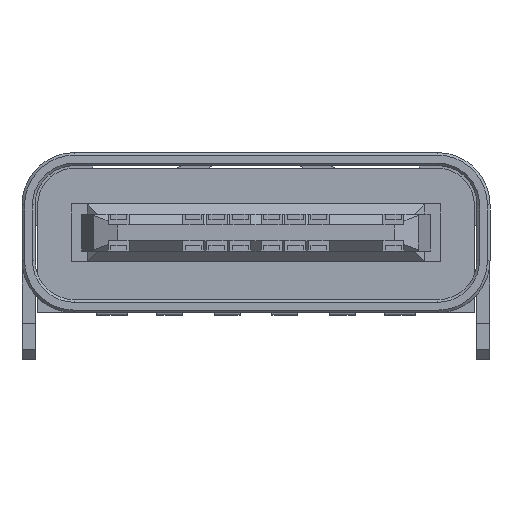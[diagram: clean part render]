
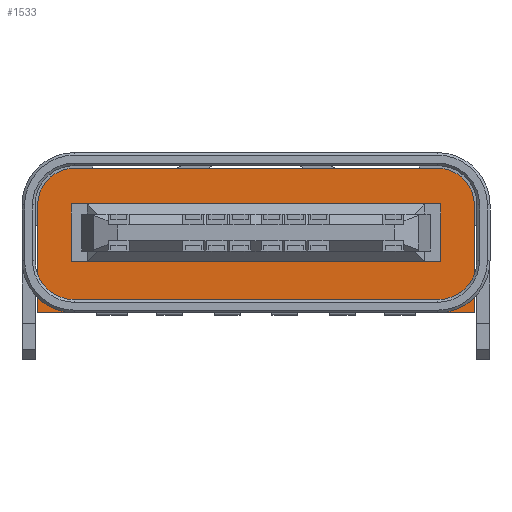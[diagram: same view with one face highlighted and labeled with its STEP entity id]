
A CAD part, front view. The second image highlights one B-rep face of the part: STEP entity #1533.
In plain terms, the highlighted planar face has unit normal (0, -1, 0).
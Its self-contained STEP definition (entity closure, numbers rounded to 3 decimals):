
#44 = DIRECTION ( 'NONE',  ( 0., -1., 0. ) ) ;
#641 = ORIENTED_EDGE ( 'NONE', *, *, #26700, .F. ) ;
#859 = ORIENTED_EDGE ( 'NONE', *, *, #12671, .F. ) ;
#1494 = VERTEX_POINT ( 'NONE', #16048 ) ;
#1533 = ADVANCED_FACE ( 'NONE', ( #13892, #18349 ), #14049, .T. ) ;
#1616 = VERTEX_POINT ( 'NONE', #5803 ) ;
#1683 = LINE ( 'NONE', #8278, #12709 ) ;
#2514 = ORIENTED_EDGE ( 'NONE', *, *, #5945, .F. ) ;
#2873 = VERTEX_POINT ( 'NONE', #13629 ) ;
#2912 = DIRECTION ( 'NONE',  ( 0., 0., -1. ) ) ;
#3508 = VECTOR ( 'NONE', #26640, 1000. ) ;
#3821 = LINE ( 'NONE', #16646, #11777 ) ;
#4181 = EDGE_CURVE ( 'NONE', #19079, #16870, #16460, .T. ) ;
#4215 = EDGE_CURVE ( 'NONE', #26012, #1616, #23180, .T. ) ;
#4222 = CARTESIAN_POINT ( 'NONE',  ( 5.676, 1.088, 2.06 ) ) ;
#4742 = EDGE_CURVE ( 'NONE', #16793, #19728, #8032, .T. ) ;
#5353 = AXIS2_PLACEMENT_3D ( 'NONE', #7811, #7533, #16184 ) ;
#5803 = CARTESIAN_POINT ( 'NONE',  ( 4.976, 1.088, 2.76 ) ) ;
#5863 = CARTESIAN_POINT ( 'NONE',  ( -2.019, 1.087, 0.98 ) ) ;
#5945 = EDGE_CURVE ( 'NONE', #19147, #25169, #16622, .T. ) ;
#5984 = EDGE_LOOP ( 'NONE', ( #19091, #10598, #14214, #2514 ) ) ;
#7533 = DIRECTION ( 'NONE',  ( 0., -1., 0. ) ) ;
#7811 = CARTESIAN_POINT ( 'NONE',  ( -2.714, 1.087, 12.422 ) ) ;
#8032 = CIRCLE ( 'NONE', #12073, 0.7 ) ;
#8278 = CARTESIAN_POINT ( 'NONE',  ( -2.664, 1.087, 0. ) ) ;
#8655 = CARTESIAN_POINT ( 'NONE',  ( -1.964, 1.087, 2.06 ) ) ;
#9018 = LINE ( 'NONE', #22538, #3508 ) ;
#9631 = CARTESIAN_POINT ( 'NONE',  ( 5.031, 1.088, 2.08 ) ) ;
#10392 = CARTESIAN_POINT ( 'NONE',  ( -2.019, 1.087, 2.08 ) ) ;
#10598 = ORIENTED_EDGE ( 'NONE', *, *, #4181, .T. ) ;
#10751 = VECTOR ( 'NONE', #14249, 1000. ) ;
#10758 = EDGE_LOOP ( 'NONE', ( #17252, #11810, #18950, #859, #641, #27314 ) ) ;
#10768 = CARTESIAN_POINT ( 'NONE',  ( -2.019, 1.087, 0.98 ) ) ;
#10960 = EDGE_CURVE ( 'NONE', #19079, #19147, #14138, .T. ) ;
#11692 = VECTOR ( 'NONE', #16845, 1000. ) ;
#11777 = VECTOR ( 'NONE', #25604, 1000. ) ;
#11810 = ORIENTED_EDGE ( 'NONE', *, *, #25559, .F. ) ;
#12073 = AXIS2_PLACEMENT_3D ( 'NONE', #8655, #17339, #25572 ) ;
#12478 = CARTESIAN_POINT ( 'NONE',  ( -2.019, 1.087, 2.08 ) ) ;
#12671 = EDGE_CURVE ( 'NONE', #1494, #16793, #3821, .T. ) ;
#12709 = VECTOR ( 'NONE', #27893, 1000. ) ;
#12859 = CARTESIAN_POINT ( 'NONE',  ( 4.976, 1.088, 2.06 ) ) ;
#13527 = VECTOR ( 'NONE', #27155, 1000. ) ;
#13629 = CARTESIAN_POINT ( 'NONE',  ( 5.676, 1.088, 0. ) ) ;
#13729 = CARTESIAN_POINT ( 'NONE',  ( -1.964, 1.087, 2.76 ) ) ;
#13892 = FACE_BOUND ( 'NONE', #5984, .T. ) ;
#14049 = PLANE ( 'NONE',  #5353 ) ;
#14138 = LINE ( 'NONE', #22693, #10751 ) ;
#14214 = ORIENTED_EDGE ( 'NONE', *, *, #21780, .F. ) ;
#14249 = DIRECTION ( 'NONE',  ( -1., 0., 0. ) ) ;
#15263 = DIRECTION ( 'NONE',  ( 0., 0., 1. ) ) ;
#16048 = CARTESIAN_POINT ( 'NONE',  ( -2.664, 1.087, 0. ) ) ;
#16184 = DIRECTION ( 'NONE',  ( 0., 0., 1. ) ) ;
#16460 = LINE ( 'NONE', #9631, #21383 ) ;
#16622 = LINE ( 'NONE', #12478, #13527 ) ;
#16646 = CARTESIAN_POINT ( 'NONE',  ( -2.664, 1.087, 1. ) ) ;
#16793 = VERTEX_POINT ( 'NONE', #23733 ) ;
#16845 = DIRECTION ( 'NONE',  ( 0., 0., 1. ) ) ;
#16870 = VERTEX_POINT ( 'NONE', #23862 ) ;
#17252 = ORIENTED_EDGE ( 'NONE', *, *, #4215, .T. ) ;
#17339 = DIRECTION ( 'NONE',  ( 0., 1., 0. ) ) ;
#18349 = FACE_OUTER_BOUND ( 'NONE', #10758, .T. ) ;
#18950 = ORIENTED_EDGE ( 'NONE', *, *, #4742, .F. ) ;
#19079 = VERTEX_POINT ( 'NONE', #22641 ) ;
#19091 = ORIENTED_EDGE ( 'NONE', *, *, #10960, .F. ) ;
#19147 = VERTEX_POINT ( 'NONE', #10392 ) ;
#19728 = VERTEX_POINT ( 'NONE', #13729 ) ;
#20457 = AXIS2_PLACEMENT_3D ( 'NONE', #12859, #44, #15263 ) ;
#21332 = DIRECTION ( 'NONE',  ( 1., 0., 0. ) ) ;
#21383 = VECTOR ( 'NONE', #2912, 1000. ) ;
#21780 = EDGE_CURVE ( 'NONE', #25169, #16870, #25702, .T. ) ;
#22538 = CARTESIAN_POINT ( 'NONE',  ( -1.964, 1.087, 2.76 ) ) ;
#22641 = CARTESIAN_POINT ( 'NONE',  ( 5.031, 1.088, 2.08 ) ) ;
#22693 = CARTESIAN_POINT ( 'NONE',  ( -2.019, 1.087, 2.08 ) ) ;
#23180 = CIRCLE ( 'NONE', #20457, 0.7 ) ;
#23733 = CARTESIAN_POINT ( 'NONE',  ( -2.664, 1.087, 2.06 ) ) ;
#23862 = CARTESIAN_POINT ( 'NONE',  ( 5.031, 1.088, 0.98 ) ) ;
#23916 = CARTESIAN_POINT ( 'NONE',  ( 5.676, 1.088, 1. ) ) ;
#24791 = LINE ( 'NONE', #23916, #11692 ) ;
#25169 = VERTEX_POINT ( 'NONE', #5863 ) ;
#25559 = EDGE_CURVE ( 'NONE', #19728, #1616, #9018, .T. ) ;
#25572 = DIRECTION ( 'NONE',  ( 0., 0., 1. ) ) ;
#25604 = DIRECTION ( 'NONE',  ( 0., 0., 1. ) ) ;
#25679 = EDGE_CURVE ( 'NONE', #2873, #26012, #24791, .T. ) ;
#25702 = LINE ( 'NONE', #10768, #26762 ) ;
#26012 = VERTEX_POINT ( 'NONE', #4222 ) ;
#26640 = DIRECTION ( 'NONE',  ( 1., 0., 0. ) ) ;
#26700 = EDGE_CURVE ( 'NONE', #2873, #1494, #1683, .T. ) ;
#26762 = VECTOR ( 'NONE', #21332, 1000. ) ;
#27155 = DIRECTION ( 'NONE',  ( 0., 0., -1. ) ) ;
#27314 = ORIENTED_EDGE ( 'NONE', *, *, #25679, .T. ) ;
#27893 = DIRECTION ( 'NONE',  ( -1., 0., 0. ) ) ;
